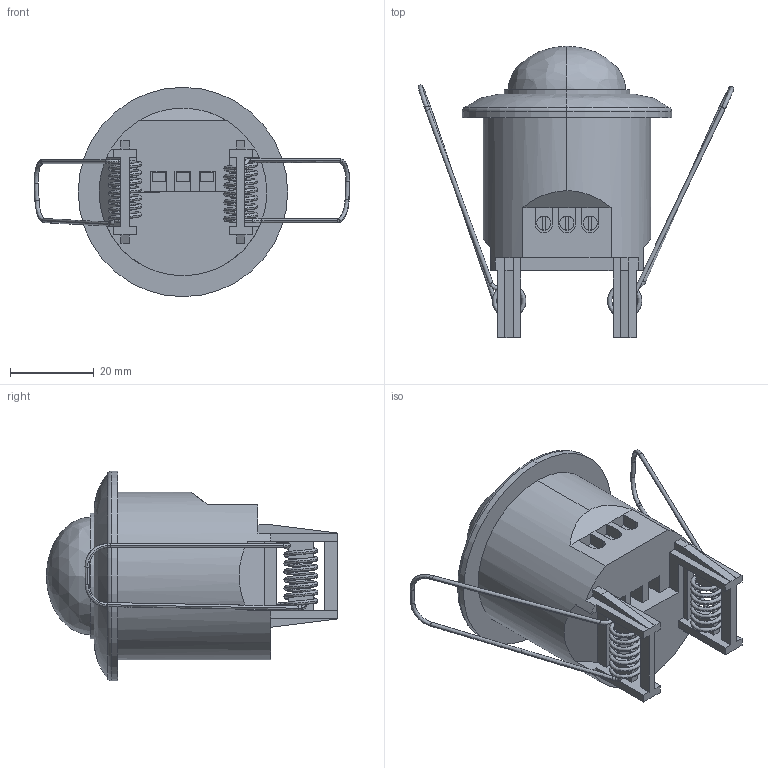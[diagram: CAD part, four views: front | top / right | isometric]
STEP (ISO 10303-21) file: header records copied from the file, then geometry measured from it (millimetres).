
FILE_DESCRIPTION (( 'STEP AP214' ), '1' );
FILE_NAME ('LDD11-301-800-001 Äàò÷èê äâèæåíèÿ ÄÄ 301 áåëûé, 800Âò, 360 ãð.,6Ì,IP20,IEK.STEP', '2017-09-11T06:58:34', ( '' ), ( '' ), 'SwSTEP 2.0', 'SolidWorks 2014', '' );
FILE_SCHEMA (( 'AUTOMOTIVE_DESIGN' ));
Length unit declared in the file: millimetre
Products named in the file (1): LDD11-301-800-001 Äàò÷èê äâèæåíèÿ ÄÄ 301 áåëûé, 800Âò, 360 ãð.,6Ì,IP20,IEK
Bounding box: 75.34 x 69.5 x 50 mm (x, y, z)
Volume: 58855.4 mm3; surface area: 13523.6 mm2
Topology: 1 solids, 1 shells, 226 faces, 675 edges, 424 vertices
Faces by surface type: plane 158, bspline 48, cylinder 18, torus 2
Entity records: 12964 total; most frequent: CARTESIAN_POINT 7200, ORIENTED_EDGE 1346, DIRECTION 1016, EDGE_CURVE 673, LINE 426, VECTOR 426, VERTEX_POINT 424, AXIS2_PLACEMENT_3D 295
